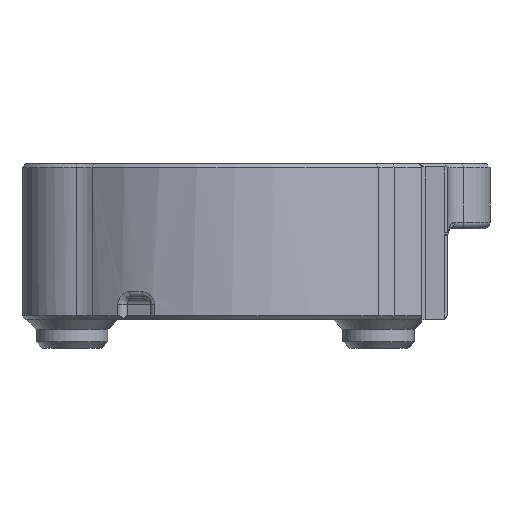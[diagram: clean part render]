
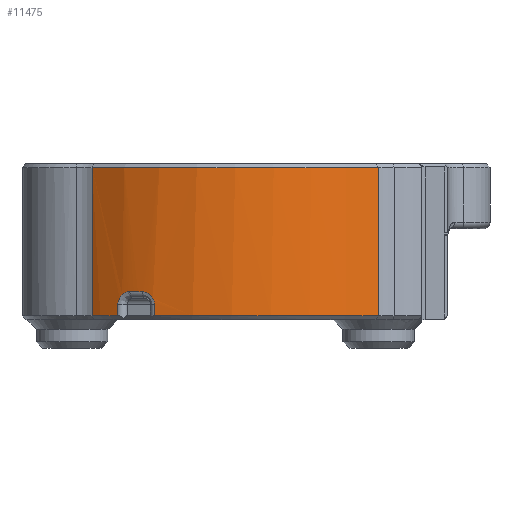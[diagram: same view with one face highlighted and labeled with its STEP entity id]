
A CAD part, left-side view. The second image highlights one B-rep face of the part: STEP entity #11475.
In plain terms, the highlighted cylindrical face has radius 35.44 mm (diameter 70.881 mm), a partial arc.
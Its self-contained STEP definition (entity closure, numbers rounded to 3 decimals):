
#1124=FACE_OUTER_BOUND('',#1810,.T.);
#1810=EDGE_LOOP('',(#10382,#10383,#10384,#10385,#10386,#10387,#10388,#10389,
#10390,#10391));
#1970=CIRCLE('',#11957,35.44);
#1973=CIRCLE('',#11968,35.44);
#2043=CIRCLE('',#12106,35.44);
#2047=CIRCLE('',#12119,35.44);
#2631=B_SPLINE_CURVE_WITH_KNOTS('',3,(#26867,#26868,#26869,#26870,#26871),
 .UNSPECIFIED.,.F.,.F.,(4,1,4),(0.,0.136,0.318),
 .UNSPECIFIED.);
#2633=B_SPLINE_CURVE_WITH_KNOTS('',3,(#26911,#26912,#26913,#26914,#26915),
 .UNSPECIFIED.,.F.,.F.,(4,1,4),(0.,0.135,0.315),
 .UNSPECIFIED.);
#2705=B_SPLINE_CURVE_WITH_KNOTS('',3,(#30196,#30197,#30198,#30199),
 .UNSPECIFIED.,.F.,.F.,(4,4),(-2.34,-0.06),.UNSPECIFIED.);
#2707=B_SPLINE_CURVE_WITH_KNOTS('',3,(#30206,#30207,#30208,#30209),
 .UNSPECIFIED.,.F.,.F.,(4,4),(0.06,2.34),.UNSPECIFIED.);
#3418=LINE('',#26818,#4297);
#3419=LINE('',#26927,#4298);
#4297=VECTOR('',#13666,10.);
#4298=VECTOR('',#13681,10.);
#5384=VERTEX_POINT('',#26815);
#5385=VERTEX_POINT('',#26817);
#5387=VERTEX_POINT('',#26865);
#5389=VERTEX_POINT('',#26874);
#5391=VERTEX_POINT('',#26909);
#5393=VERTEX_POINT('',#26918);
#5401=VERTEX_POINT('',#26984);
#5524=VERTEX_POINT('',#29581);
#5525=VERTEX_POINT('',#29588);
#5537=VERTEX_POINT('',#30195);
#6903=EDGE_CURVE('',#5384,#5385,#3418,.T.);
#6907=EDGE_CURVE('',#5387,#5384,#2631,.T.);
#6909=EDGE_CURVE('',#5389,#5387,#1970,.T.);
#6913=EDGE_CURVE('',#5391,#5389,#2633,.T.);
#6915=EDGE_CURVE('',#5393,#5391,#3419,.T.);
#6930=EDGE_CURVE('',#5385,#5401,#1973,.T.);
#7155=EDGE_CURVE('',#5524,#5525,#2043,.T.);
#7188=EDGE_CURVE('',#5525,#5537,#2705,.T.);
#7190=EDGE_CURVE('',#5537,#5393,#2047,.T.);
#7191=EDGE_CURVE('',#5401,#5524,#2707,.T.);
#10382=ORIENTED_EDGE('',*,*,#6915,.F.);
#10383=ORIENTED_EDGE('',*,*,#7190,.F.);
#10384=ORIENTED_EDGE('',*,*,#7188,.F.);
#10385=ORIENTED_EDGE('',*,*,#7155,.F.);
#10386=ORIENTED_EDGE('',*,*,#7191,.F.);
#10387=ORIENTED_EDGE('',*,*,#6930,.F.);
#10388=ORIENTED_EDGE('',*,*,#6903,.F.);
#10389=ORIENTED_EDGE('',*,*,#6907,.F.);
#10390=ORIENTED_EDGE('',*,*,#6909,.F.);
#10391=ORIENTED_EDGE('',*,*,#6913,.F.);
#10888=CYLINDRICAL_SURFACE('',#12118,35.44);
#11475=ADVANCED_FACE('',(#1124),#10888,.T.);
#11957=AXIS2_PLACEMENT_3D('',#26876,#13673,#13674);
#11968=AXIS2_PLACEMENT_3D('',#26985,#13702,#13703);
#12106=AXIS2_PLACEMENT_3D('',#29590,#14077,#14078);
#12118=AXIS2_PLACEMENT_3D('',#30204,#14115,#14116);
#12119=AXIS2_PLACEMENT_3D('',#30205,#14117,#14118);
#13666=DIRECTION('',(0.,0.,-1.));
#13673=DIRECTION('center_axis',(0.,0.,-1.));
#13674=DIRECTION('ref_axis',(-0.904,0.427,0.));
#13681=DIRECTION('',(0.,0.,1.));
#13702=DIRECTION('center_axis',(0.,0.,-1.));
#13703=DIRECTION('ref_axis',(-0.756,0.654,0.));
#14077=DIRECTION('center_axis',(0.,0.,1.));
#14078=DIRECTION('ref_axis',(-0.756,0.654,0.));
#14115=DIRECTION('center_axis',(0.,0.,1.));
#14116=DIRECTION('ref_axis',(-0.756,0.654,0.));
#14117=DIRECTION('center_axis',(0.,0.,-1.));
#14118=DIRECTION('ref_axis',(-0.756,0.654,0.));
#26815=CARTESIAN_POINT('',(-43.893,16.551,11.8));
#26817=CARTESIAN_POINT('',(-43.893,16.551,10.1));
#26818=CARTESIAN_POINT('',(-43.893,16.551,9.5));
#26865=CARTESIAN_POINT('',(-44.911,14.708,13.8));
#26867=CARTESIAN_POINT('Ctrl Pts',(-44.911,14.708,13.8));
#26868=CARTESIAN_POINT('Ctrl Pts',(-44.698,15.123,13.8));
#26869=CARTESIAN_POINT('Ctrl Pts',(-44.175,16.082,13.443));
#26870=CARTESIAN_POINT('Ctrl Pts',(-43.893,16.551,12.405));
#26871=CARTESIAN_POINT('Ctrl Pts',(-43.893,16.551,11.8));
#26874=CARTESIAN_POINT('',(-45.808,12.828,13.8));
#26876=CARTESIAN_POINT('Origin',(-13.391,-1.495,13.8));
#26909=CARTESIAN_POINT('',(-46.588,10.914,11.8));
#26911=CARTESIAN_POINT('Ctrl Pts',(-46.588,10.914,11.8));
#26912=CARTESIAN_POINT('Ctrl Pts',(-46.588,10.914,12.25));
#26913=CARTESIAN_POINT('Ctrl Pts',(-46.459,11.271,13.301));
#26914=CARTESIAN_POINT('Ctrl Pts',(-46.058,12.264,13.8));
#26915=CARTESIAN_POINT('Ctrl Pts',(-45.808,12.828,13.8));
#26918=CARTESIAN_POINT('',(-46.588,10.914,10.1));
#26927=CARTESIAN_POINT('',(-46.588,10.914,9.5));
#26984=CARTESIAN_POINT('',(-41.156,20.531,10.1));
#26985=CARTESIAN_POINT('Origin',(-13.391,-1.495,10.1));
#29581=CARTESIAN_POINT('',(-41.156,20.531,32.9));
#29588=CARTESIAN_POINT('',(-41.147,-23.532,32.9));
#29590=CARTESIAN_POINT('Origin',(-13.391,-1.495,32.9));
#30195=CARTESIAN_POINT('',(-41.147,-23.532,10.1));
#30196=CARTESIAN_POINT('Ctrl Pts',(-41.147,-23.532,
32.9));
#30197=CARTESIAN_POINT('Ctrl Pts',(-41.147,-23.532,
25.3));
#30198=CARTESIAN_POINT('Ctrl Pts',(-41.147,-23.532,
17.7));
#30199=CARTESIAN_POINT('Ctrl Pts',(-41.147,-23.532,
10.1));
#30204=CARTESIAN_POINT('Origin',(-13.391,-1.495,9.5));
#30205=CARTESIAN_POINT('Origin',(-13.391,-1.495,10.1));
#30206=CARTESIAN_POINT('Ctrl Pts',(-41.156,20.531,10.1));
#30207=CARTESIAN_POINT('Ctrl Pts',(-41.156,20.531,17.7));
#30208=CARTESIAN_POINT('Ctrl Pts',(-41.156,20.531,25.3));
#30209=CARTESIAN_POINT('Ctrl Pts',(-41.156,20.531,32.9));
